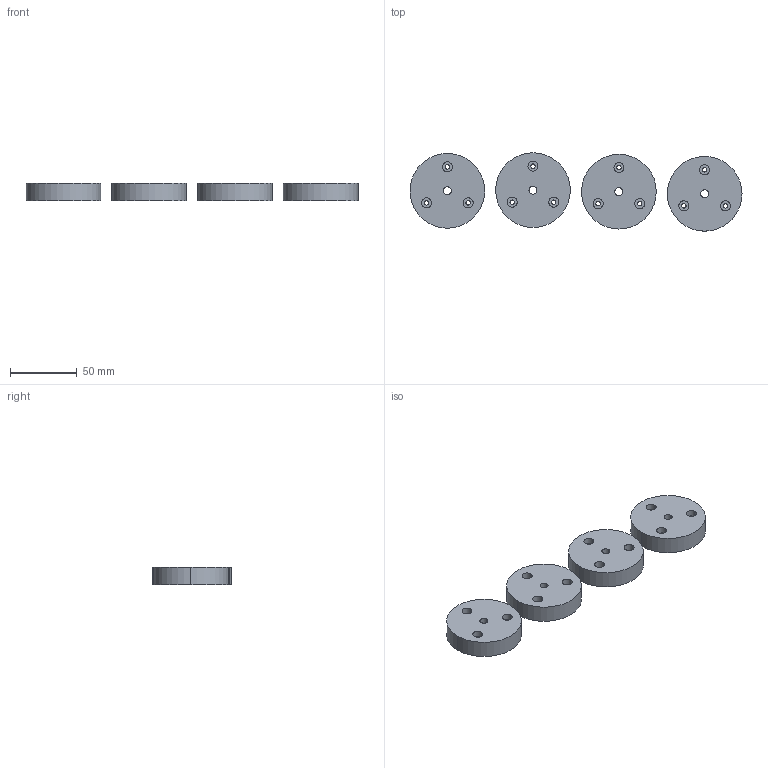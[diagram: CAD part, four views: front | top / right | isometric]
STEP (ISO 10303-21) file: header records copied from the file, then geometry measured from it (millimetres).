
FILE_DESCRIPTION (( 'STEP AP203' ), '1' );
FILE_NAME ('rim_precut.STEP', '2017-04-20T15:24:23', ( '' ), ( '' ), 'SwSTEP 2.0', 'SolidWorks 2016', '' );
FILE_SCHEMA (( 'CONFIG_CONTROL_DESIGN' ));
Length unit declared in the file: millimetre
Products named in the file (2): 2017_rim_PU_pre_cut; rim_precut
Assembly tree (4 placements, depth 2):
  rim_precut
    2017_rim_PU_pre_cut  x4
Bounding box: 248.91 x 58.75 x 13 mm (x, y, z)
Volume: 123134.4 mm3; surface area: 31810.1 mm2
Topology: 4 solids, 4 shells, 84 faces, 192 edges, 128 vertices
Faces by surface type: cylinder 64, plane 20
Entity records: 922 total; most frequent: DIRECTION 136, CARTESIAN_POINT 108, ORIENTED_EDGE 96, AXIS2_PLACEMENT_3D 60, EDGE_CURVE 48, EDGE_LOOP 32, CIRCLE 32, VERTEX_POINT 32
